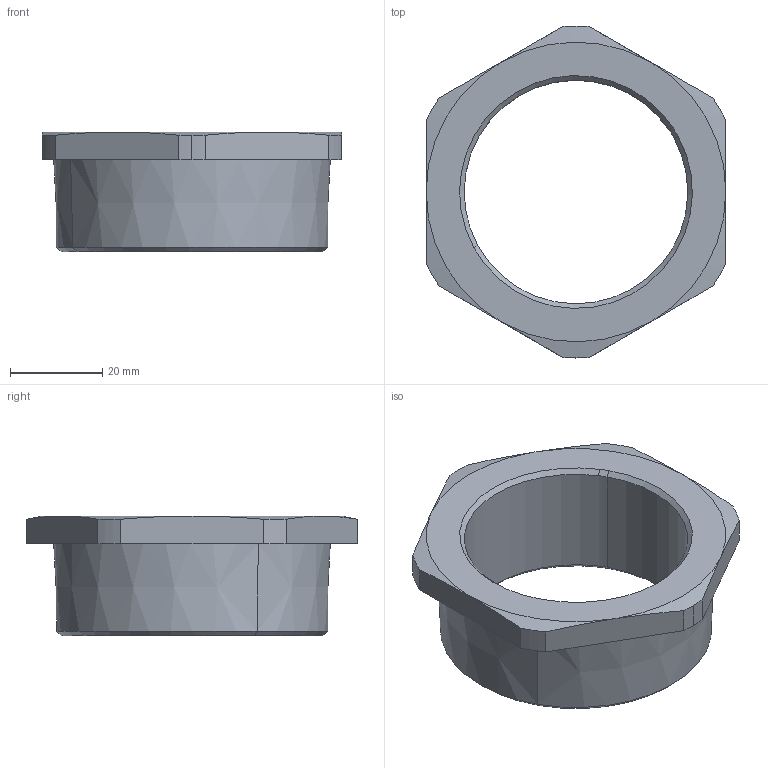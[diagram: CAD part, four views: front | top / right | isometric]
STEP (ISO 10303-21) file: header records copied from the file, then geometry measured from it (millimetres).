
FILE_DESCRIPTION(('CATIA V5 STEP Exchange','CAx-IF Rec.Pracs.--- Model Styling and Organization---1.4--- 2014-01-23'),'2;1');
FILE_NAME ('253325-1_0_1263270000_1263270000.stp','2022-12-20T02:41:15+00:00',('none'),('Weidmueller'),'CATIA Version 5-6 Release 2016 SP3 HF44','CATIA V5 STEP AP214','none');
FILE_SCHEMA(('AUTOMOTIVE_DESIGN { 1 0 10303 214 1 1 1 1 }'));
Length unit declared in the file: millimetre
Products named in the file (1): ADAPS NPT2-M50-W
Bounding box: 65 x 72 x 26 mm (x, y, z)
Volume: 28873.6 mm3; surface area: 12131.9 mm2
Topology: 1 solids, 1 shells, 38 faces, 95 edges, 60 vertices
Faces by surface type: cone 19, cylinder 10, plane 9
Entity records: 1092 total; most frequent: CARTESIAN_POINT 238, ORIENTED_EDGE 190, DIRECTION 133, EDGE_CURVE 95, AXIS2_PLACEMENT_3D 73, VERTEX_POINT 60, CIRCLE 46, EDGE_LOOP 41
